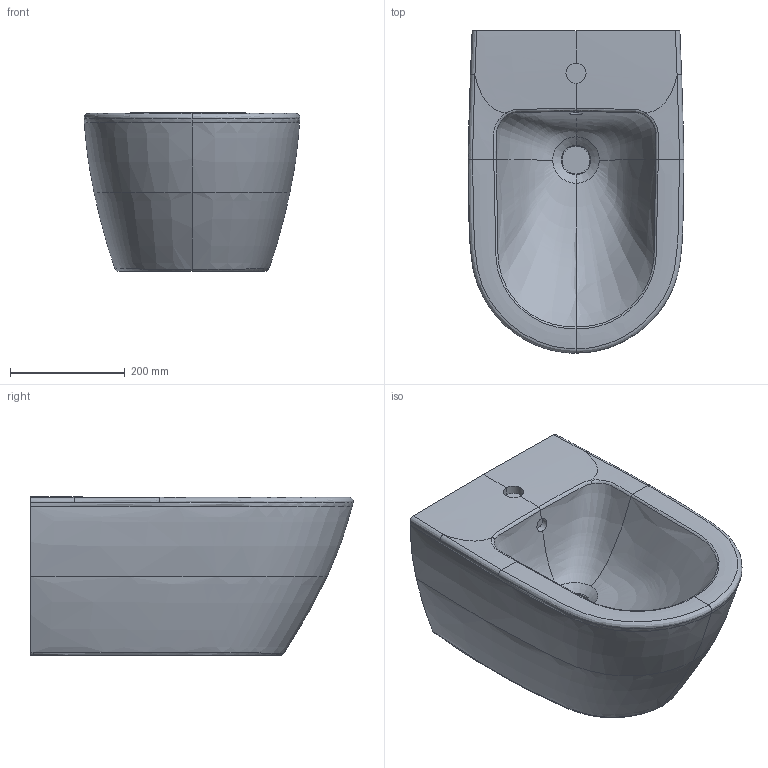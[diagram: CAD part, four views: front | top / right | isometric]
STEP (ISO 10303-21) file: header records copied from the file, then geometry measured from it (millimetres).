
FILE_DESCRIPTION(/* description */ (''),/* implementation_level */ '2;1');
FILE_NAME(/* name */ '540000_Subway_2.0_WBD.stp',/* time_stamp */ '2019-03-13T10:50:18+01:00',/* author */ (''),/* organization */ (''),/* preprocessor_version */ 'ST-DEVELOPER v16',/* originating_system */ 'SIEMENS PLM Software NX 10.0',/* authorisation */ '');
FILE_SCHEMA (('AUTOMOTIVE_DESIGN { 1 0 10303 214 3 1 1 1 }'));
Length unit declared in the file: millimetre
Products named in the file (1): Sier18D045B4aje1
Bounding box: 376.02 x 561.95 x 277 mm (x, y, z)
Volume: 35335803.5 mm3; surface area: 798394.2 mm2
Topology: 1 solids, 1 shells, 48 faces, 115 edges, 69 vertices
Faces by surface type: bspline 34, plane 5, cylinder 5, torus 2, cone 2
Full cylindrical faces by diameter (mm): 24 x1
Entity records: 13248 total; most frequent: CARTESIAN_POINT 12405, ORIENTED_EDGE 226, EDGE_CURVE 113, B_SPLINE_CURVE_WITH_KNOTS 80, DIRECTION 73, VERTEX_POINT 68, EDGE_LOOP 49, ADVANCED_FACE 48
